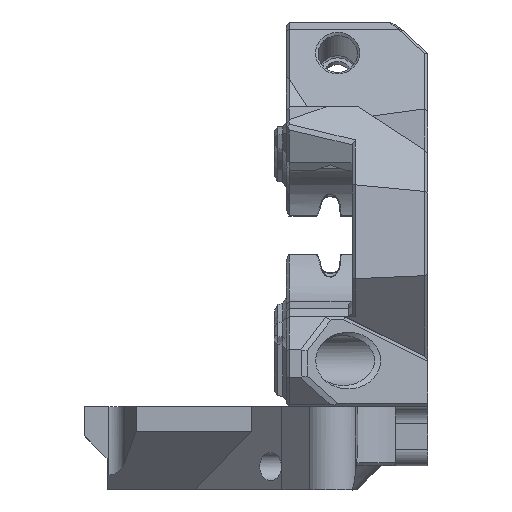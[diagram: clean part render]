
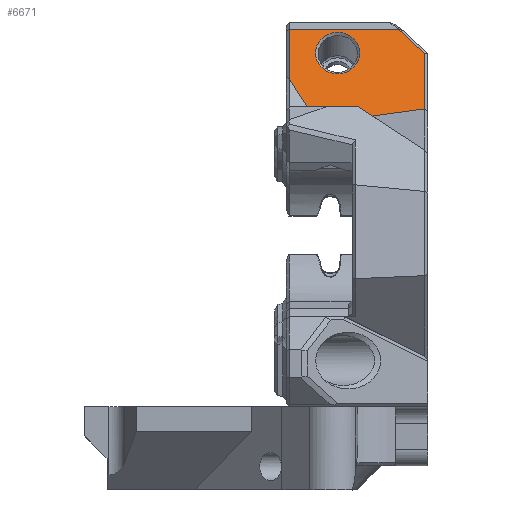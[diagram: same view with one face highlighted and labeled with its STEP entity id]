
A CAD part, left-side view. The second image highlights one B-rep face of the part: STEP entity #6671.
In plain terms, the highlighted planar face has unit normal (-0.94, 0, 0.342).
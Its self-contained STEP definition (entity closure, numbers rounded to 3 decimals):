
#127=FACE_BOUND('',#2677,.T.);
#357=PLANE('',#7280);
#615=CIRCLE('',#7281,2.65);
#992=LINE('',#11769,#1610);
#1112=LINE('',#12921,#1730);
#1113=LINE('',#12924,#1731);
#1115=LINE('',#12928,#1733);
#1207=LINE('',#14553,#1825);
#1211=LINE('',#14561,#1829);
#1215=LINE('',#14570,#1833);
#1219=LINE('',#14576,#1837);
#1610=VECTOR('',#8170,1000.);
#1730=VECTOR('',#8482,1000.);
#1731=VECTOR('',#8485,1000.);
#1733=VECTOR('',#8489,1000.);
#1825=VECTOR('',#8787,1000.);
#1829=VECTOR('',#8793,1000.);
#1833=VECTOR('',#8801,1000.);
#1837=VECTOR('',#8807,1000.);
#2269=FACE_OUTER_BOUND('',#2676,.T.);
#2676=EDGE_LOOP('',(#6260,#6261,#6262,#6263,#6264,#6265,#6266,#6267));
#2677=EDGE_LOOP('',(#6268));
#3116=VERTEX_POINT('',#11763);
#3118=VERTEX_POINT('',#11767);
#3232=VERTEX_POINT('',#12919);
#3233=VERTEX_POINT('',#12923);
#3234=VERTEX_POINT('',#12927);
#3319=VERTEX_POINT('',#14551);
#3322=VERTEX_POINT('',#14559);
#3325=VERTEX_POINT('',#14569);
#3381=VERTEX_POINT('',#15219);
#3887=EDGE_CURVE('',#3118,#3116,#992,.T.);
#4058=EDGE_CURVE('',#3232,#3118,#1112,.T.);
#4059=EDGE_CURVE('',#3233,#3116,#1113,.T.);
#4061=EDGE_CURVE('',#3233,#3234,#1115,.T.);
#4218=EDGE_CURVE('',#3319,#3232,#1207,.T.);
#4222=EDGE_CURVE('',#3322,#3319,#1211,.T.);
#4226=EDGE_CURVE('',#3322,#3325,#1215,.T.);
#4230=EDGE_CURVE('',#3234,#3325,#1219,.T.);
#4344=EDGE_CURVE('',#3381,#3381,#615,.T.);
#6260=ORIENTED_EDGE('',*,*,#4059,.T.);
#6261=ORIENTED_EDGE('',*,*,#3887,.F.);
#6262=ORIENTED_EDGE('',*,*,#4058,.F.);
#6263=ORIENTED_EDGE('',*,*,#4218,.F.);
#6264=ORIENTED_EDGE('',*,*,#4222,.F.);
#6265=ORIENTED_EDGE('',*,*,#4226,.T.);
#6266=ORIENTED_EDGE('',*,*,#4230,.F.);
#6267=ORIENTED_EDGE('',*,*,#4061,.F.);
#6268=ORIENTED_EDGE('',*,*,#4344,.F.);
#6671=ADVANCED_FACE('',(#2269,#127),#357,.F.);
#7280=AXIS2_PLACEMENT_3D('',#15218,#9064,#9065);
#7281=AXIS2_PLACEMENT_3D('',#15220,#9066,#9067);
#8170=DIRECTION('',(-0.342,0.,-0.94));
#8482=DIRECTION('',(-0.242,-0.707,-0.664));
#8485=DIRECTION('',(0.049,-0.99,0.135));
#8489=DIRECTION('',(0.194,0.823,0.534));
#8787=DIRECTION('',(0.,-1.,0.));
#8793=DIRECTION('',(0.342,0.,0.94));
#8801=DIRECTION('',(-0.293,-0.516,-0.805));
#8807=DIRECTION('',(0.,1.,0.));
#9064=DIRECTION('center_axis',(0.94,0.,-0.342));
#9065=DIRECTION('ref_axis',(0.342,0.,0.94));
#9066=DIRECTION('center_axis',(-0.94,0.,
0.342));
#9067=DIRECTION('ref_axis',(0.,-1.,0.));
#11763=CARTESIAN_POINT('',(-91.051,-19.34,16.673));
#11767=CARTESIAN_POINT('',(-88.641,-19.34,23.295));
#11769=CARTESIAN_POINT('',(-92.454,-19.34,12.817));
#12919=CARTESIAN_POINT('',(-87.574,-16.221,26.227));
#12921=CARTESIAN_POINT('',(-86.55,-13.228,29.039));
#12923=CARTESIAN_POINT('',(-91.362,-13.055,15.818));
#12924=CARTESIAN_POINT('',(-91.456,-11.149,15.558));
#12927=CARTESIAN_POINT('',(-91.321,-12.882,15.931));
#12928=CARTESIAN_POINT('',(-90.896,-11.085,17.098));
#14551=CARTESIAN_POINT('',(-87.574,-3.153,26.227));
#14553=CARTESIAN_POINT('',(-87.574,-7.,26.227));
#14559=CARTESIAN_POINT('',(-89.765,-3.153,20.205));
#14561=CARTESIAN_POINT('',(-94.5,-3.153,7.196));
#14569=CARTESIAN_POINT('',(-91.321,-5.895,15.931));
#14570=CARTESIAN_POINT('',(-89.979,-3.53,19.617));
#14576=CARTESIAN_POINT('',(-91.321,-11.247,15.931));
#15218=CARTESIAN_POINT('Origin',(-90.741,-2.753,17.525));
#15219=CARTESIAN_POINT('',(-88.617,-6.291,23.36));
#15220=CARTESIAN_POINT('Origin',(-88.617,-8.941,23.36));
